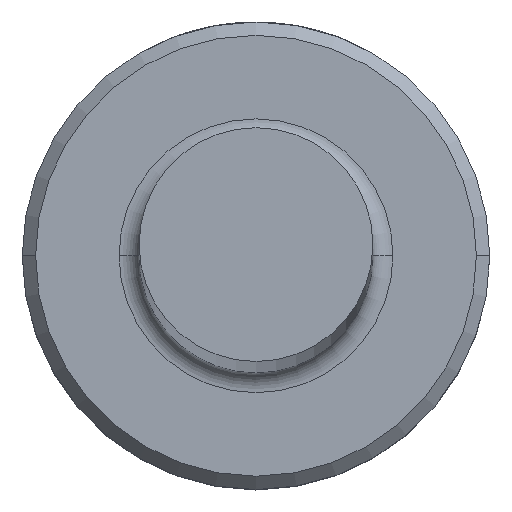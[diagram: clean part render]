
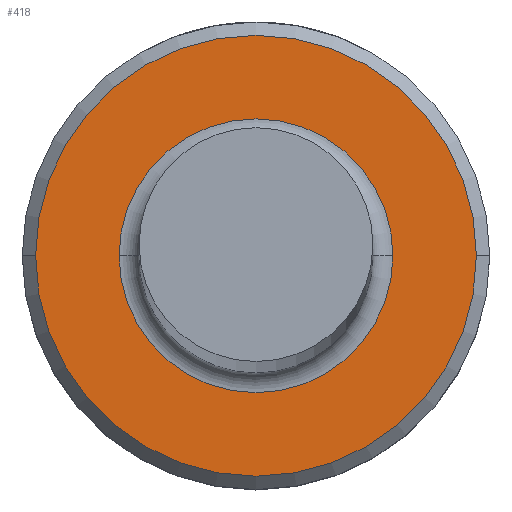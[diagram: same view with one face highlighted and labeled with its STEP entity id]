
A CAD part, top view. The second image highlights one B-rep face of the part: STEP entity #418.
In plain terms, the highlighted planar face has unit normal (0, 0, 1).
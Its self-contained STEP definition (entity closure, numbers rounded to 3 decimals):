
#7 = FACE_OUTER_BOUND ( 'NONE', #687, .T. ) ;
#10 = FACE_BOUND ( 'NONE', #331, .T. ) ;
#31 = ORIENTED_EDGE ( 'NONE', *, *, #559, .T. ) ;
#143 = DIRECTION ( 'NONE',  ( 1., 0., 0. ) ) ;
#147 = DIRECTION ( 'NONE',  ( 0., 0., 1. ) ) ;
#168 = CIRCLE ( 'NONE', #833, 3.3 ) ;
#181 = DIRECTION ( 'NONE',  ( -1., 0., 0. ) ) ;
#182 = CARTESIAN_POINT ( 'NONE',  ( 0., 0., 4. ) ) ;
#190 = DIRECTION ( 'NONE',  ( 0., 0., -1. ) ) ;
#217 = EDGE_CURVE ( 'NONE', #344, #429, #168, .T. ) ;
#272 = CARTESIAN_POINT ( 'NONE',  ( 0., 0., 4. ) ) ;
#279 = DIRECTION ( 'NONE',  ( 1., 0., 0. ) ) ;
#324 = CARTESIAN_POINT ( 'NONE',  ( 2.05, 0., 4. ) ) ;
#331 = EDGE_LOOP ( 'NONE', ( #332, #31 ) ) ;
#332 = ORIENTED_EDGE ( 'NONE', *, *, #474, .T. ) ;
#344 = VERTEX_POINT ( 'NONE', #1091 ) ;
#418 = ADVANCED_FACE ( 'NONE', ( #7, #10 ), #434, .T. ) ;
#424 = VERTEX_POINT ( 'NONE', #324 ) ;
#429 = VERTEX_POINT ( 'NONE', #938 ) ;
#434 = PLANE ( 'NONE',  #686 ) ;
#474 = EDGE_CURVE ( 'NONE', #891, #424, #860, .T. ) ;
#522 = CIRCLE ( 'NONE', #968, 3.3 ) ;
#553 = DIRECTION ( 'NONE',  ( 1., 0., 0. ) ) ;
#559 = EDGE_CURVE ( 'NONE', #424, #891, #773, .T. ) ;
#617 = CARTESIAN_POINT ( 'NONE',  ( 0., 0., 4. ) ) ;
#619 = DIRECTION ( 'NONE',  ( 0., 0., 1. ) ) ;
#632 = AXIS2_PLACEMENT_3D ( 'NONE', #1078, #1072, #992 ) ;
#638 = CARTESIAN_POINT ( 'NONE',  ( 0., 0., 4. ) ) ;
#646 = CARTESIAN_POINT ( 'NONE',  ( -2.05, 0., 4. ) ) ;
#686 = AXIS2_PLACEMENT_3D ( 'NONE', #617, #147, #143 ) ;
#687 = EDGE_LOOP ( 'NONE', ( #1119, #699 ) ) ;
#699 = ORIENTED_EDGE ( 'NONE', *, *, #1097, .T. ) ;
#773 = CIRCLE ( 'NONE', #1028, 2.05 ) ;
#821 = DIRECTION ( 'NONE',  ( 0., 0., 1. ) ) ;
#833 = AXIS2_PLACEMENT_3D ( 'NONE', #638, #619, #553 ) ;
#860 = CIRCLE ( 'NONE', #632, 2.05 ) ;
#891 = VERTEX_POINT ( 'NONE', #646 ) ;
#938 = CARTESIAN_POINT ( 'NONE',  ( 3.3, 0., 4. ) ) ;
#968 = AXIS2_PLACEMENT_3D ( 'NONE', #182, #821, #279 ) ;
#992 = DIRECTION ( 'NONE',  ( -1., 0., 0. ) ) ;
#1028 = AXIS2_PLACEMENT_3D ( 'NONE', #272, #190, #181 ) ;
#1072 = DIRECTION ( 'NONE',  ( 0., 0., -1. ) ) ;
#1078 = CARTESIAN_POINT ( 'NONE',  ( 0., 0., 4. ) ) ;
#1091 = CARTESIAN_POINT ( 'NONE',  ( -3.3, 0., 4. ) ) ;
#1097 = EDGE_CURVE ( 'NONE', #429, #344, #522, .T. ) ;
#1119 = ORIENTED_EDGE ( 'NONE', *, *, #217, .T. ) ;
